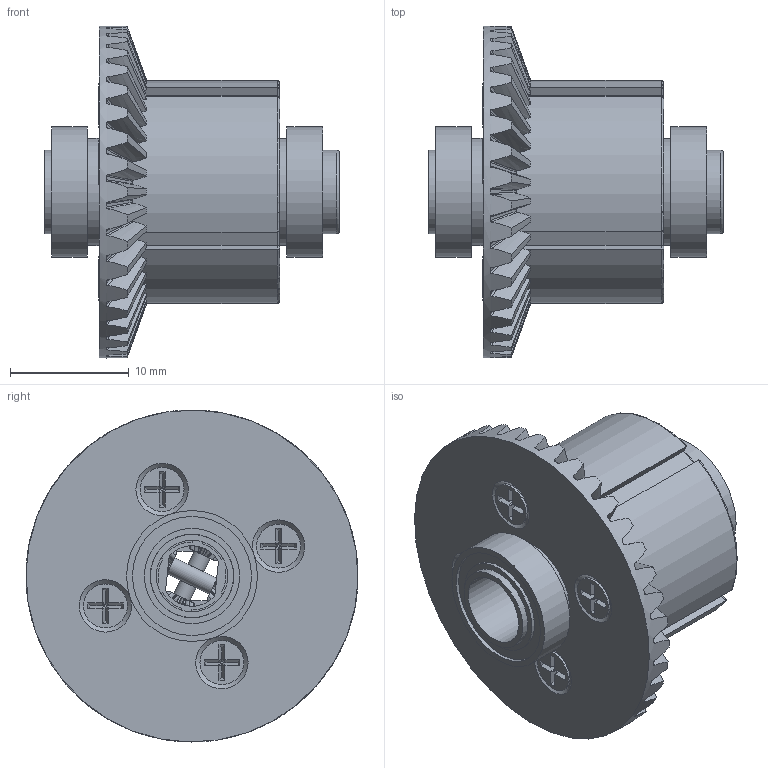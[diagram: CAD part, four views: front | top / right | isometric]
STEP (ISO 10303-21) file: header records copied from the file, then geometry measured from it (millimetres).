
FILE_DESCRIPTION(/* description */ (''),/* implementation_level */ '2;1');
FILE_NAME(/* name */ 'Differential_assembly_v3.step',/* time_stamp */ '2022-03-24T13:10:35+04:00',/* author */ (''),/* organization */ (''),/* preprocessor_version */ 'ST-DEVELOPER v18.1',/* originating_system */ 'Autodesk Translation Framework v10.13.0.1454',/* authorisation */ '');
FILE_SCHEMA (('AUTOMOTIVE_DESIGN { 1 0 10303 214 3 1 1 }'));
Length unit declared in the file: millimetre
Products named in the file (9): Differential assembly; Differential case; Differential ring bevel gear; Bearing 7x11x3 v2; Bearing 7x11x3 v2 (1); Differential pin; Differential bevel gear; Differential bevel gear pinion; head taping screw 2x6 v4
Assembly tree (16 placements, depth 2):
  Differential assembly
    Differential case
    Differential pin  x2
    Differential bevel gear  x2
    Differential bevel gear pinion  x4
    Differential ring bevel gear
    Bearing 7x11x3 v2
    Bearing 7x11x3 v2 (1)
    head taping screw 2x6 v4  x4
Bounding box: 24.74 x 27.9 x 27.9 mm (x, y, z)
Volume: 3589.9 mm3; surface area: 7305.4 mm2
Topology: 16 solids, 16 shells, 1139 faces, 3043 edges, 1957 vertices
Faces by surface type: bspline 670, plane 187, cylinder 160, cone 116, torus 6
Full cylindrical faces by diameter (mm): 1.38 x4, 1.5 x6, 1.933 x4, 2 x4, 2.4 x4, 3.7 x4, 4.044 x4, 5.2 x1, 6 x1, 7 x4, 8 x4, 8.913 x2, 9 x2, 10 x4, 11 x2, 18.95 x1, 27.9 x1
Entity records: 29072 total; most frequent: CARTESIAN_POINT 14438, ORIENTED_EDGE 3558, DIRECTION 2248, EDGE_CURVE 1779, VERTEX_POINT 1157, AXIS2_PLACEMENT_3D 837, EDGE_LOOP 714, B_SPLINE_CURVE_WITH_KNOTS 689
